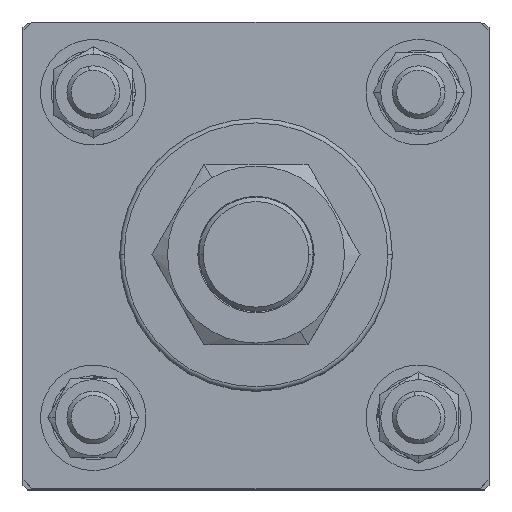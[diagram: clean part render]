
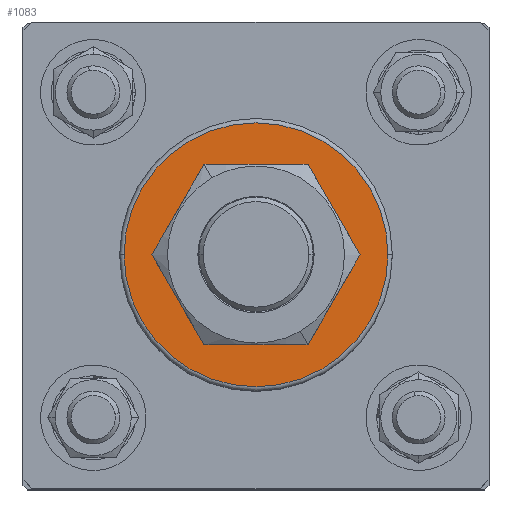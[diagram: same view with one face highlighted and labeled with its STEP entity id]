
A CAD part, top view. The second image highlights one B-rep face of the part: STEP entity #1083.
In plain terms, the highlighted face is planar.
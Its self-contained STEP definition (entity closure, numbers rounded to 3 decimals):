
#74 = AXIS2_PLACEMENT_3D ( 'NONE', #6443, #6434, #6431 ) ;
#89 = EDGE_CURVE ( 'NONE', #4160, #3673, #3335, .T. ) ;
#258 = EDGE_CURVE ( 'NONE', #3673, #4160, #2751, .T. ) ;
#309 = EDGE_CURVE ( 'NONE', #4295, #4290, #2674, .T. ) ;
#346 = AXIS2_PLACEMENT_3D ( 'NONE', #898, #901, #900 ) ;
#480 = EDGE_CURVE ( 'NONE', #4290, #4295, #1290, .T. ) ;
#898 = CARTESIAN_POINT ( 'NONE',  ( 0., 0., -50.5 ) ) ;
#900 = DIRECTION ( 'NONE',  ( -1., 0., 0. ) ) ;
#901 = DIRECTION ( 'NONE',  ( 0., 0., -1. ) ) ;
#1083 = ADVANCED_FACE ( 'NONE', ( #1282, #1245 ), #6154, .T. ) ;
#1245 = FACE_OUTER_BOUND ( 'NONE', #3775, .T. ) ;
#1282 = FACE_BOUND ( 'NONE', #3625, .T. ) ;
#1290 = CIRCLE ( 'NONE', #1992, 17. ) ;
#1717 = AXIS2_PLACEMENT_3D ( 'NONE', #6732, #6733, #6734 ) ;
#1992 = AXIS2_PLACEMENT_3D ( 'NONE', #4821, #4822, #4823 ) ;
#2021 = AXIS2_PLACEMENT_3D ( 'NONE', #6151, #6156, #6157 ) ;
#2103 = ORIENTED_EDGE ( 'NONE', *, *, #309, .T. ) ;
#2183 = ORIENTED_EDGE ( 'NONE', *, *, #258, .T. ) ;
#2194 = ORIENTED_EDGE ( 'NONE', *, *, #89, .T. ) ;
#2374 = ORIENTED_EDGE ( 'NONE', *, *, #480, .T. ) ;
#2674 = CIRCLE ( 'NONE', #1717, 17. ) ;
#2751 = CIRCLE ( 'NONE', #74, 30. ) ;
#3335 = CIRCLE ( 'NONE', #346, 30. ) ;
#3625 = EDGE_LOOP ( 'NONE', ( #2374, #2103 ) ) ;
#3673 = VERTEX_POINT ( 'NONE', #6259 ) ;
#3775 = EDGE_LOOP ( 'NONE', ( #2194, #2183 ) ) ;
#4160 = VERTEX_POINT ( 'NONE', #5236 ) ;
#4290 = VERTEX_POINT ( 'NONE', #5295 ) ;
#4295 = VERTEX_POINT ( 'NONE', #5300 ) ;
#4821 = CARTESIAN_POINT ( 'NONE',  ( 0., 0., -50.5 ) ) ;
#4822 = DIRECTION ( 'NONE',  ( 0., 0., 1. ) ) ;
#4823 = DIRECTION ( 'NONE',  ( -1., 0., 0. ) ) ;
#5236 = CARTESIAN_POINT ( 'NONE',  ( -30., 0., -50.5 ) ) ;
#5295 = CARTESIAN_POINT ( 'NONE',  ( -17., 0., -50.5 ) ) ;
#5300 = CARTESIAN_POINT ( 'NONE',  ( 17., 0., -50.5 ) ) ;
#6151 = CARTESIAN_POINT ( 'NONE',  ( 0., 0., -50.5 ) ) ;
#6154 = PLANE ( 'NONE',  #2021 ) ;
#6156 = DIRECTION ( 'NONE',  ( 0., 0., -1. ) ) ;
#6157 = DIRECTION ( 'NONE',  ( -1., 0., 0. ) ) ;
#6259 = CARTESIAN_POINT ( 'NONE',  ( 30., 0., -50.5 ) ) ;
#6431 = DIRECTION ( 'NONE',  ( -1., 0., 0. ) ) ;
#6434 = DIRECTION ( 'NONE',  ( 0., 0., -1. ) ) ;
#6443 = CARTESIAN_POINT ( 'NONE',  ( 0., 0., -50.5 ) ) ;
#6732 = CARTESIAN_POINT ( 'NONE',  ( 0., 0., -50.5 ) ) ;
#6733 = DIRECTION ( 'NONE',  ( 0., 0., 1. ) ) ;
#6734 = DIRECTION ( 'NONE',  ( -1., 0., 0. ) ) ;
